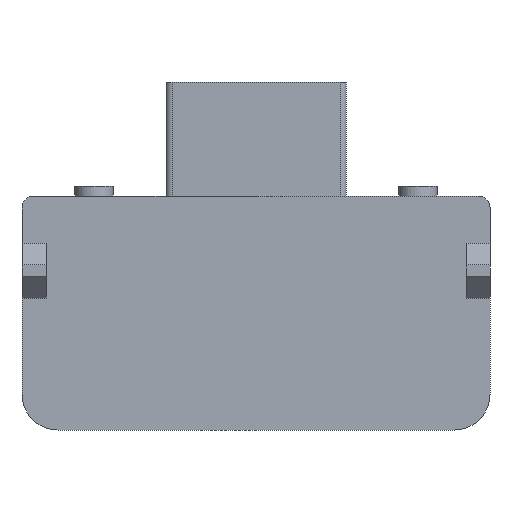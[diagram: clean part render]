
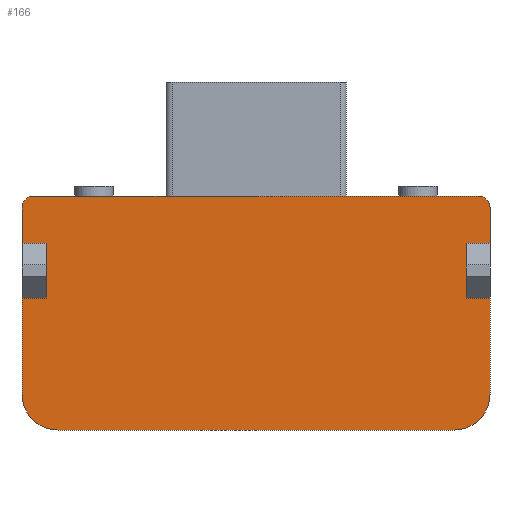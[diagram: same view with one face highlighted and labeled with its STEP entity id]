
A CAD part, front view. The second image highlights one B-rep face of the part: STEP entity #166.
In plain terms, the highlighted planar face has unit normal (0, -1, 0).
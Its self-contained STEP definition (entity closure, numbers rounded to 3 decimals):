
#27=CARTESIAN_POINT('',(-0.,-0.775,2.9));
#28=DIRECTION('',(0.,1.,0.));
#29=DIRECTION('',(0.,0.,1.));
#30=AXIS2_PLACEMENT_3D('',#27,#28,#29);
#31=PLANE('',#30);
#32=CARTESIAN_POINT('',(-1.85,-0.775,1.95));
#33=VERTEX_POINT('',#32);
#34=CARTESIAN_POINT('',(1.85,-0.775,1.95));
#35=VERTEX_POINT('',#34);
#36=CARTESIAN_POINT('',(-1.85,-0.775,1.95));
#37=DIRECTION('',(1.,0.,-0.));
#38=VECTOR('',#37,3.7);
#39=LINE('',#36,#38);
#40=EDGE_CURVE('',#33,#35,#39,.T.);
#41=ORIENTED_EDGE('',*,*,#40,.F.);
#42=CARTESIAN_POINT('',(-1.95,-0.775,1.85));
#43=VERTEX_POINT('',#42);
#44=CARTESIAN_POINT('',(-1.85,-0.775,1.85));
#45=DIRECTION('',(-0.,-1.,-0.));
#46=DIRECTION('',(0.,-0.,1.));
#47=AXIS2_PLACEMENT_3D('',#44,#45,#46);
#48=CIRCLE('',#47,0.1);
#49=EDGE_CURVE('',#33,#43,#48,.T.);
#50=ORIENTED_EDGE('',*,*,#49,.T.);
#51=CARTESIAN_POINT('',(-1.95,-0.775,1.556));
#52=VERTEX_POINT('',#51);
#53=CARTESIAN_POINT('',(-1.95,-0.775,1.85));
#54=DIRECTION('',(0.,0.,-1.));
#55=VECTOR('',#54,0.294);
#56=LINE('',#53,#55);
#57=EDGE_CURVE('',#43,#52,#56,.T.);
#58=ORIENTED_EDGE('',*,*,#57,.T.);
#59=CARTESIAN_POINT('',(-1.75,-0.775,1.556));
#60=VERTEX_POINT('',#59);
#61=CARTESIAN_POINT('',(-1.95,-0.775,1.556));
#62=DIRECTION('',(1.,0.,-0.));
#63=VECTOR('',#62,0.2);
#64=LINE('',#61,#63);
#65=EDGE_CURVE('',#52,#60,#64,.T.);
#66=ORIENTED_EDGE('',*,*,#65,.T.);
#67=CARTESIAN_POINT('',(-1.75,-0.775,1.1));
#68=VERTEX_POINT('',#67);
#69=CARTESIAN_POINT('',(-1.75,-0.775,1.556));
#70=DIRECTION('',(0.,0.,-1.));
#71=VECTOR('',#70,0.456);
#72=LINE('',#69,#71);
#73=EDGE_CURVE('',#60,#68,#72,.T.);
#74=ORIENTED_EDGE('',*,*,#73,.T.);
#75=CARTESIAN_POINT('',(-1.95,-0.775,1.1));
#76=VERTEX_POINT('',#75);
#77=CARTESIAN_POINT('',(-1.75,-0.775,1.1));
#78=DIRECTION('',(-1.,0.,0.));
#79=VECTOR('',#78,0.2);
#80=LINE('',#77,#79);
#81=EDGE_CURVE('',#68,#76,#80,.T.);
#82=ORIENTED_EDGE('',*,*,#81,.T.);
#83=CARTESIAN_POINT('',(-1.95,-0.775,0.3));
#84=VERTEX_POINT('',#83);
#85=CARTESIAN_POINT('',(-1.95,-0.775,1.1));
#86=DIRECTION('',(0.,0.,-1.));
#87=VECTOR('',#86,0.8);
#88=LINE('',#85,#87);
#89=EDGE_CURVE('',#76,#84,#88,.T.);
#90=ORIENTED_EDGE('',*,*,#89,.T.);
#91=CARTESIAN_POINT('',(-1.65,-0.775,0.));
#92=VERTEX_POINT('',#91);
#93=CARTESIAN_POINT('',(-1.65,-0.775,0.3));
#94=DIRECTION('',(-0.,-1.,-0.));
#95=DIRECTION('',(0.,-0.,1.));
#96=AXIS2_PLACEMENT_3D('',#93,#94,#95);
#97=CIRCLE('',#96,0.3);
#98=EDGE_CURVE('',#84,#92,#97,.T.);
#99=ORIENTED_EDGE('',*,*,#98,.T.);
#100=CARTESIAN_POINT('',(1.65,-0.775,0.));
#101=VERTEX_POINT('',#100);
#102=CARTESIAN_POINT('',(-1.65,-0.775,0.));
#103=DIRECTION('',(1.,0.,-0.));
#104=VECTOR('',#103,3.3);
#105=LINE('',#102,#104);
#106=EDGE_CURVE('',#92,#101,#105,.T.);
#107=ORIENTED_EDGE('',*,*,#106,.T.);
#108=CARTESIAN_POINT('',(1.95,-0.775,0.3));
#109=VERTEX_POINT('',#108);
#110=CARTESIAN_POINT('',(1.65,-0.775,0.3));
#111=DIRECTION('',(-0.,-1.,-0.));
#112=DIRECTION('',(0.,-0.,1.));
#113=AXIS2_PLACEMENT_3D('',#110,#111,#112);
#114=CIRCLE('',#113,0.3);
#115=EDGE_CURVE('',#101,#109,#114,.T.);
#116=ORIENTED_EDGE('',*,*,#115,.T.);
#117=CARTESIAN_POINT('',(1.95,-0.775,1.1));
#118=VERTEX_POINT('',#117);
#119=CARTESIAN_POINT('',(1.95,-0.775,1.1));
#120=DIRECTION('',(0.,0.,-1.));
#121=VECTOR('',#120,0.8);
#122=LINE('',#119,#121);
#123=EDGE_CURVE('',#118,#109,#122,.T.);
#124=ORIENTED_EDGE('',*,*,#123,.F.);
#125=CARTESIAN_POINT('',(1.75,-0.775,1.1));
#126=VERTEX_POINT('',#125);
#127=CARTESIAN_POINT('',(1.75,-0.775,1.1));
#128=DIRECTION('',(1.,0.,-0.));
#129=VECTOR('',#128,0.2);
#130=LINE('',#127,#129);
#131=EDGE_CURVE('',#126,#118,#130,.T.);
#132=ORIENTED_EDGE('',*,*,#131,.F.);
#133=CARTESIAN_POINT('',(1.75,-0.775,1.556));
#134=VERTEX_POINT('',#133);
#135=CARTESIAN_POINT('',(1.75,-0.775,1.556));
#136=DIRECTION('',(0.,0.,-1.));
#137=VECTOR('',#136,0.456);
#138=LINE('',#135,#137);
#139=EDGE_CURVE('',#134,#126,#138,.T.);
#140=ORIENTED_EDGE('',*,*,#139,.F.);
#141=CARTESIAN_POINT('',(1.95,-0.775,1.556));
#142=VERTEX_POINT('',#141);
#143=CARTESIAN_POINT('',(1.95,-0.775,1.556));
#144=DIRECTION('',(-1.,0.,0.));
#145=VECTOR('',#144,0.2);
#146=LINE('',#143,#145);
#147=EDGE_CURVE('',#142,#134,#146,.T.);
#148=ORIENTED_EDGE('',*,*,#147,.F.);
#149=CARTESIAN_POINT('',(1.95,-0.775,1.85));
#150=VERTEX_POINT('',#149);
#151=CARTESIAN_POINT('',(1.95,-0.775,1.85));
#152=DIRECTION('',(0.,0.,-1.));
#153=VECTOR('',#152,0.294);
#154=LINE('',#151,#153);
#155=EDGE_CURVE('',#150,#142,#154,.T.);
#156=ORIENTED_EDGE('',*,*,#155,.F.);
#157=CARTESIAN_POINT('',(1.85,-0.775,1.85));
#158=DIRECTION('',(-0.,-1.,-0.));
#159=DIRECTION('',(0.,-0.,1.));
#160=AXIS2_PLACEMENT_3D('',#157,#158,#159);
#161=CIRCLE('',#160,0.1);
#162=EDGE_CURVE('',#150,#35,#161,.T.);
#163=ORIENTED_EDGE('',*,*,#162,.T.);
#164=EDGE_LOOP('',(#41,#50,#58,#66,#74,#82,#90,#99,#107,#116,#124,#132,#140,#148,#156,#163));
#165=FACE_BOUND('',#164,.T.);
#166=ADVANCED_FACE('',(#165),#31,.F.);
